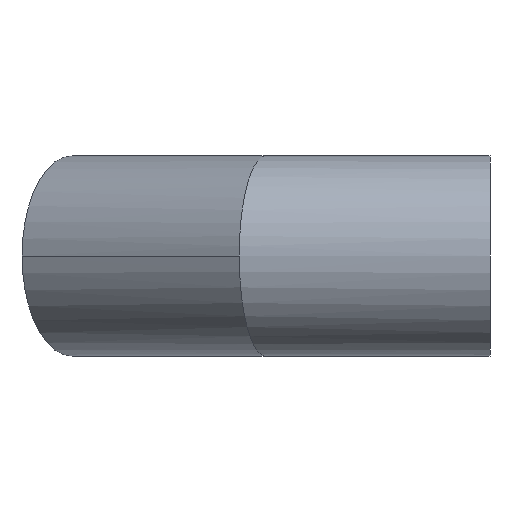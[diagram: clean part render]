
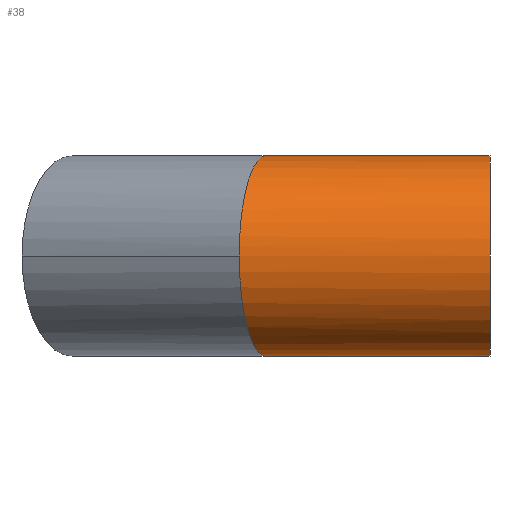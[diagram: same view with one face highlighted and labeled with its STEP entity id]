
A CAD part, left-side view. The second image highlights one B-rep face of the part: STEP entity #38.
In plain terms, the highlighted cylindrical face has radius 62.5 mm (diameter 125 mm), a partial arc.
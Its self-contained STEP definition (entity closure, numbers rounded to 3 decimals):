
#5 = CARTESIAN_POINT ( 'NONE',  ( 0., 0., 0. ) ) ;
#15 = CARTESIAN_POINT ( 'NONE',  ( -62.5, 156.616, 0. ) ) ;
#17 = VERTEX_POINT ( 'NONE', #15 ) ;
#33 = DIRECTION ( 'NONE',  ( 0., 0., 1. ) ) ;
#36 = CYLINDRICAL_SURFACE ( 'NONE', #199, 62.5 ) ;
#38 = ADVANCED_FACE ( 'NONE', ( #253 ), #36, .T. ) ;
#43 = AXIS2_PLACEMENT_3D ( 'NONE', #132, #122, #33 ) ;
#44 = VERTEX_POINT ( 'NONE', #65 ) ;
#56 = EDGE_CURVE ( 'NONE', #281, #191, #73, .T. ) ;
#62 = DIRECTION ( 'NONE',  ( 0., 0., 1. ) ) ;
#65 = CARTESIAN_POINT ( 'NONE',  ( 0., 0., 62.5 ) ) ;
#70 =( BOUNDED_CURVE ( )  B_SPLINE_CURVE ( 3, ( #337, #269, #151, #324 ),
 .UNSPECIFIED., .F., .F. ) 
 B_SPLINE_CURVE_WITH_KNOTS ( ( 4, 4 ),
 ( 4.712, 6.283 ),
 .UNSPECIFIED. ) 
 CURVE ( )  GEOMETRIC_REPRESENTATION_ITEM ( )  RATIONAL_B_SPLINE_CURVE ( ( 1., 0.805, 0.805, 1. ) ) 
 REPRESENTATION_ITEM ( '' )  );
#72 = CARTESIAN_POINT ( 'NONE',  ( 0., 139.869, -62.5 ) ) ;
#73 = LINE ( 'NONE', #182, #229 ) ;
#96 = CARTESIAN_POINT ( 'NONE',  ( 0., 0., 62.5 ) ) ;
#112 =( BOUNDED_CURVE ( )  B_SPLINE_CURVE ( 3, ( #367, #327, #270, #160 ),
 .UNSPECIFIED., .F., .F. ) 
 B_SPLINE_CURVE_WITH_KNOTS ( ( 4, 4 ),
 ( 0., 1.571 ),
 .UNSPECIFIED. ) 
 CURVE ( )  GEOMETRIC_REPRESENTATION_ITEM ( )  RATIONAL_B_SPLINE_CURVE ( ( 1., 0.805, 0.805, 1. ) ) 
 REPRESENTATION_ITEM ( '' )  );
#119 = EDGE_CURVE ( 'NONE', #17, #191, #112, .T. ) ;
#122 = DIRECTION ( 'NONE',  ( 0., 1., 0. ) ) ;
#127 = CARTESIAN_POINT ( 'NONE',  ( 0., 139.869, 62.5 ) ) ;
#132 = CARTESIAN_POINT ( 'NONE',  ( 0., 0., 0. ) ) ;
#142 = EDGE_CURVE ( 'NONE', #281, #44, #205, .T. ) ;
#144 = ORIENTED_EDGE ( 'NONE', *, *, #170, .T. ) ;
#151 = CARTESIAN_POINT ( 'NONE',  ( -62.5, 156.616, 36.612 ) ) ;
#160 = CARTESIAN_POINT ( 'NONE',  ( 0., 139.869, -62.5 ) ) ;
#168 = EDGE_CURVE ( 'NONE', #44, #375, #358, .T. ) ;
#170 = EDGE_CURVE ( 'NONE', #375, #17, #70, .T. ) ;
#173 = ORIENTED_EDGE ( 'NONE', *, *, #56, .F. ) ;
#182 = CARTESIAN_POINT ( 'NONE',  ( 0., 0., -62.5 ) ) ;
#191 = VERTEX_POINT ( 'NONE', #72 ) ;
#193 = EDGE_LOOP ( 'NONE', ( #173, #343, #370, #144, #346 ) ) ;
#199 = AXIS2_PLACEMENT_3D ( 'NONE', #5, #356, #62 ) ;
#205 = CIRCLE ( 'NONE', #43, 62.5 ) ;
#229 = VECTOR ( 'NONE', #361, 1000. ) ;
#253 = FACE_OUTER_BOUND ( 'NONE', #193, .T. ) ;
#269 = CARTESIAN_POINT ( 'NONE',  ( -36.612, 149.68, 62.5 ) ) ;
#270 = CARTESIAN_POINT ( 'NONE',  ( -36.612, 149.68, -62.5 ) ) ;
#281 = VERTEX_POINT ( 'NONE', #387 ) ;
#324 = CARTESIAN_POINT ( 'NONE',  ( -62.5, 156.616, 0. ) ) ;
#327 = CARTESIAN_POINT ( 'NONE',  ( -62.5, 156.616, -36.612 ) ) ;
#331 = DIRECTION ( 'NONE',  ( 0., 1., 0. ) ) ;
#337 = CARTESIAN_POINT ( 'NONE',  ( 0., 139.869, 62.5 ) ) ;
#343 = ORIENTED_EDGE ( 'NONE', *, *, #142, .T. ) ;
#346 = ORIENTED_EDGE ( 'NONE', *, *, #119, .T. ) ;
#356 = DIRECTION ( 'NONE',  ( 0., 1., 0. ) ) ;
#358 = LINE ( 'NONE', #96, #386 ) ;
#361 = DIRECTION ( 'NONE',  ( 0., 1., 0. ) ) ;
#367 = CARTESIAN_POINT ( 'NONE',  ( -62.5, 156.616, 0. ) ) ;
#370 = ORIENTED_EDGE ( 'NONE', *, *, #168, .T. ) ;
#375 = VERTEX_POINT ( 'NONE', #127 ) ;
#386 = VECTOR ( 'NONE', #331, 1000. ) ;
#387 = CARTESIAN_POINT ( 'NONE',  ( 0., 0., -62.5 ) ) ;
